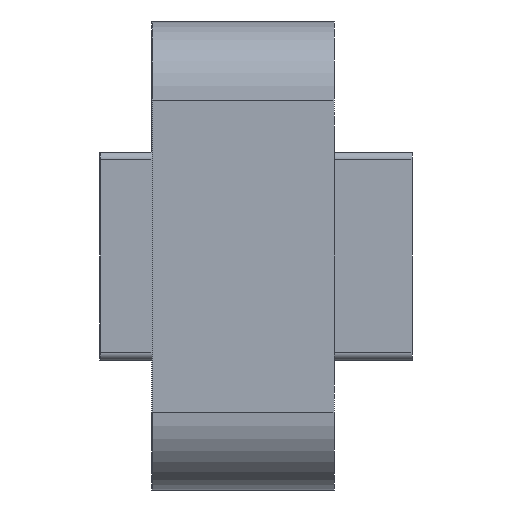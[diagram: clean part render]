
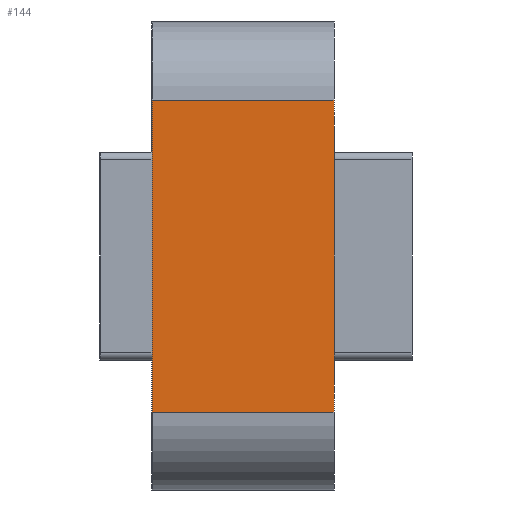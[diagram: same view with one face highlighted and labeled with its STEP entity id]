
A CAD part, left-side view. The second image highlights one B-rep face of the part: STEP entity #144.
In plain terms, the highlighted planar face has unit normal (-1, 0, 0).
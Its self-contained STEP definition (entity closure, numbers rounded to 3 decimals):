
#144=ADVANCED_FACE('',(#336),#337,.T.);
#336=FACE_OUTER_BOUND('',#571,.T.);
#337=PLANE('',#572);
#571=EDGE_LOOP('',(#9558,#9559,#9560,#9561));
#572=AXIS2_PLACEMENT_3D('',#9562,#9563,#9564);
#9558=ORIENTED_EDGE('',*,*,#10125,.T.);
#9559=ORIENTED_EDGE('',*,*,#10147,.T.);
#9560=ORIENTED_EDGE('',*,*,#10084,.T.);
#9561=ORIENTED_EDGE('',*,*,#10145,.F.);
#9562=CARTESIAN_POINT('',(-42.,-10.,-9.0));
#9563=DIRECTION('',(-1.0,0.,0.0));
#9564=DIRECTION('',(0.,-1.0,0.));
#10084=EDGE_CURVE('',#10428,#10426,#10429,.T.);
#10125=EDGE_CURVE('',#10499,#10497,#10500,.T.);
#10145=EDGE_CURVE('',#10499,#10426,#10529,.F.);
#10147=EDGE_CURVE('',#10497,#10428,#10531,.F.);
#10426=VERTEX_POINT('',#10921);
#10428=VERTEX_POINT('',#10923);
#10429=LINE('',#10924,#10925);
#10497=VERTEX_POINT('',#11016);
#10499=VERTEX_POINT('',#11018);
#10500=LINE('',#11019,#11020);
#10529=LINE('',#11057,#11058);
#10531=LINE('',#11060,#11061);
#10921=CARTESIAN_POINT('',(-42.,-7.,6.0));
#10923=CARTESIAN_POINT('',(-42.,-7.,-6.0));
#10924=CARTESIAN_POINT('',(-42.,-7.,-9.45));
#10925=VECTOR('',#11574,1.0);
#11016=CARTESIAN_POINT('',(-42.0,0.,-6.0));
#11018=CARTESIAN_POINT('',(-42.0,0.,6.0));
#11019=CARTESIAN_POINT('',(-42.0,0.,0.45));
#11020=VECTOR('',#11637,1.0);
#11057=CARTESIAN_POINT('',(-42.,0.35,6.0));
#11058=VECTOR('',#11667,1.0);
#11060=CARTESIAN_POINT('',(-42.,0.35,-6.0));
#11061=VECTOR('',#11668,1.0);
#11574=DIRECTION('',(0.,0.,1.0));
#11637=DIRECTION('',(0.,0.,-1.0));
#11667=DIRECTION('',(0.,1.0,0.));
#11668=DIRECTION('',(0.,1.0,0.));
